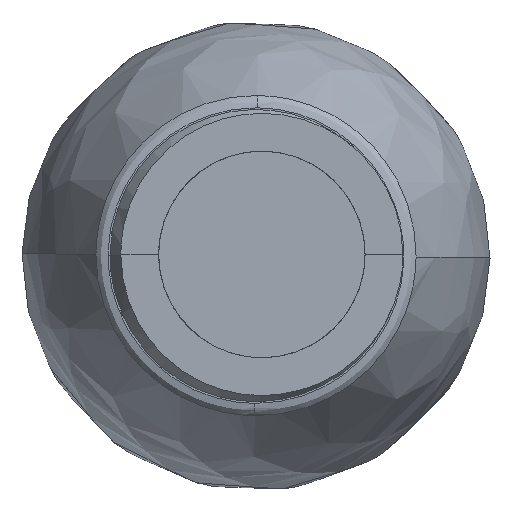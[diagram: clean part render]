
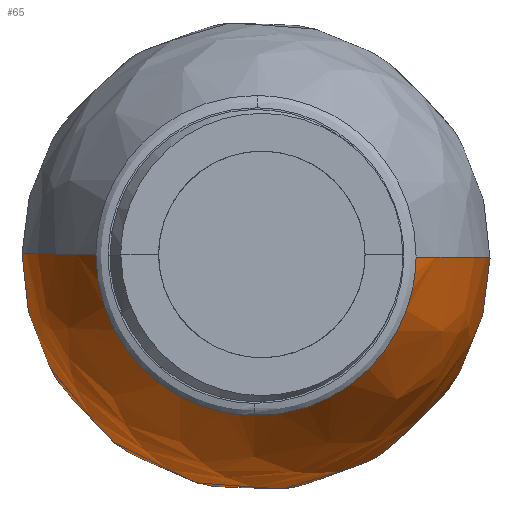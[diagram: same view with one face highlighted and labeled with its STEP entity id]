
A CAD part, top view. The second image highlights one B-rep face of the part: STEP entity #65.
In plain terms, the highlighted free-form (B-spline) face has degree [2, 3] with [5, 6] control points.
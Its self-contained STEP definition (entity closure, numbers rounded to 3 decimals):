
#65=ADVANCED_FACE($,(#203),#1800,.T.);
#203=FACE_OUTER_BOUND($,#342,.T.);
#342=EDGE_LOOP($,(#578,#579,#580,#581));
#578=ORIENTED_EDGE($,*,*,#1247,.T.);
#579=ORIENTED_EDGE($,*,*,#1240,.F.);
#580=ORIENTED_EDGE($,*,*,#1242,.F.);
#581=ORIENTED_EDGE($,*,*,#1229,.F.);
#1229=EDGE_CURVE($,#1561,#1562,#1906,.T.);
#1240=EDGE_CURVE($,#1572,#1575,#1978,.T.);
#1242=EDGE_CURVE($,#1562,#1572,#1980,.T.);
#1247=EDGE_CURVE($,#1561,#1575,#1908,.T.);
#1561=VERTEX_POINT($,#4235);
#1562=VERTEX_POINT($,#4236);
#1572=VERTEX_POINT($,#4246);
#1575=VERTEX_POINT($,#4249);
#1800=(
BOUNDED_SURFACE()
B_SPLINE_SURFACE(2,3,((#3930,#3931,#3932,#3933,#3934,#3935),(#3936,#3937,
#3938,#3939,#3940,#3941),(#3942,#3943,#3944,#3945,#3946,#3947),(#3948,#3949,
#3950,#3951,#3952,#3953),(#3954,#3955,#3956,#3957,#3958,#3959)),.UNSPECIFIED.,
.F.,.F.,.F.)
B_SPLINE_SURFACE_WITH_KNOTS((3,2,3),(4,1,1,4),(0.,204.324,408.649),
(0.,112.736,225.472,332.802),.UNSPECIFIED.)
GEOMETRIC_REPRESENTATION_ITEM()
RATIONAL_B_SPLINE_SURFACE(((1.,1.,1.,1.,1.,1.),(0.707,0.707,
0.707,0.707,0.707,0.707),
(1.,1.,1.,1.,1.,1.),(0.707,0.707,0.707,
0.707,0.707,0.707),(1.,1.,1.,1.,1.,1.)))
REPRESENTATION_ITEM($)
SURFACE()
);
#1906=B_SPLINE_CURVE_WITH_KNOTS($,3,(#3800,#3801,#3802,#3803,#3804,#3805),
.UNSPECIFIED.,.F.,.F.,(4,1,1,4),(0.,112.736,225.472,332.802),
.UNSPECIFIED.);
#1908=B_SPLINE_CURVE_WITH_KNOTS($,3,(#3883,#3884,#3885,#3886,#3887,#3888),
.UNSPECIFIED.,.F.,.F.,(4,1,1,4),(0.,112.736,225.472,332.802),
.UNSPECIFIED.);
#1978=(
BOUNDED_CURVE()
B_SPLINE_CURVE(2,(#3862,#3863,#3864),.UNSPECIFIED.,.F.,.F.)
B_SPLINE_CURVE_WITH_KNOTS((3,3),(-278.924,-139.462),.UNSPECIFIED.)
CURVE()
GEOMETRIC_REPRESENTATION_ITEM()
RATIONAL_B_SPLINE_CURVE((1.,0.707,1.))
REPRESENTATION_ITEM($)
);
#1980=(
BOUNDED_CURVE()
B_SPLINE_CURVE(2,(#3868,#3869,#3870),.UNSPECIFIED.,.F.,.F.)
B_SPLINE_CURVE_WITH_KNOTS((3,3),(-418.386,-278.924),.UNSPECIFIED.)
CURVE()
GEOMETRIC_REPRESENTATION_ITEM()
RATIONAL_B_SPLINE_CURVE((1.,0.707,1.))
REPRESENTATION_ITEM($)
);
#3800=CARTESIAN_POINT($,(0.,0.,-603.265));
#3801=CARTESIAN_POINT($,(-20.617,0.18,-603.265));
#3802=CARTESIAN_POINT($,(-116.432,1.016,-598.916));
#3803=CARTESIAN_POINT($,(-142.963,1.248,-467.155));
#3804=CARTESIAN_POINT($,(-102.65,0.896,-386.721));
#3805=CARTESIAN_POINT($,(-88.781,0.775,-364.309));
#3862=CARTESIAN_POINT($,(-0.775,-88.781,-364.309));
#3863=CARTESIAN_POINT($,(88.006,-89.556,-364.309));
#3864=CARTESIAN_POINT($,(88.781,-0.775,-364.309));
#3868=CARTESIAN_POINT($,(-88.781,0.775,-364.309));
#3869=CARTESIAN_POINT($,(-89.556,-88.006,-364.309));
#3870=CARTESIAN_POINT($,(-0.775,-88.781,-364.309));
#3883=CARTESIAN_POINT($,(0.,0.,-603.265));
#3884=CARTESIAN_POINT($,(20.617,-0.18,-603.265));
#3885=CARTESIAN_POINT($,(116.432,-1.016,-598.916));
#3886=CARTESIAN_POINT($,(142.963,-1.248,-467.155));
#3887=CARTESIAN_POINT($,(102.65,-0.896,-386.721));
#3888=CARTESIAN_POINT($,(88.781,-0.775,-364.309));
#3930=CARTESIAN_POINT($,(0.,0.,-603.265));
#3931=CARTESIAN_POINT($,(-20.617,0.18,-603.265));
#3932=CARTESIAN_POINT($,(-116.432,1.016,-598.916));
#3933=CARTESIAN_POINT($,(-142.963,1.248,-467.155));
#3934=CARTESIAN_POINT($,(-102.65,0.896,-386.721));
#3935=CARTESIAN_POINT($,(-88.781,0.775,-364.309));
#3936=CARTESIAN_POINT($,(0.,0.,-603.265));
#3937=CARTESIAN_POINT($,(-20.797,-20.437,-603.265));
#3938=CARTESIAN_POINT($,(-117.448,-115.416,-598.916));
#3939=CARTESIAN_POINT($,(-144.211,-141.716,-467.155));
#3940=CARTESIAN_POINT($,(-103.546,-101.755,-386.721));
#3941=CARTESIAN_POINT($,(-89.556,-88.006,-364.309));
#3942=CARTESIAN_POINT($,(0.,0.,-603.265));
#3943=CARTESIAN_POINT($,(-0.18,-20.617,-603.265));
#3944=CARTESIAN_POINT($,(-1.016,-116.432,-598.916));
#3945=CARTESIAN_POINT($,(-1.248,-142.963,-467.155));
#3946=CARTESIAN_POINT($,(-0.896,-102.65,-386.721));
#3947=CARTESIAN_POINT($,(-0.775,-88.781,-364.309));
#3948=CARTESIAN_POINT($,(0.,0.,-603.265));
#3949=CARTESIAN_POINT($,(20.437,-20.797,-603.265));
#3950=CARTESIAN_POINT($,(115.416,-117.448,-598.916));
#3951=CARTESIAN_POINT($,(141.716,-144.211,-467.155));
#3952=CARTESIAN_POINT($,(101.755,-103.546,-386.721));
#3953=CARTESIAN_POINT($,(88.006,-89.556,-364.309));
#3954=CARTESIAN_POINT($,(0.,0.,-603.265));
#3955=CARTESIAN_POINT($,(20.617,-0.18,-603.265));
#3956=CARTESIAN_POINT($,(116.432,-1.016,-598.916));
#3957=CARTESIAN_POINT($,(142.963,-1.248,-467.155));
#3958=CARTESIAN_POINT($,(102.65,-0.896,-386.721));
#3959=CARTESIAN_POINT($,(88.781,-0.775,-364.309));
#4235=CARTESIAN_POINT($,(0.,0.,-603.265));
#4236=CARTESIAN_POINT($,(-88.781,0.775,-364.309));
#4246=CARTESIAN_POINT($,(-0.775,-88.781,-364.309));
#4249=CARTESIAN_POINT($,(88.781,-0.775,-364.309));
